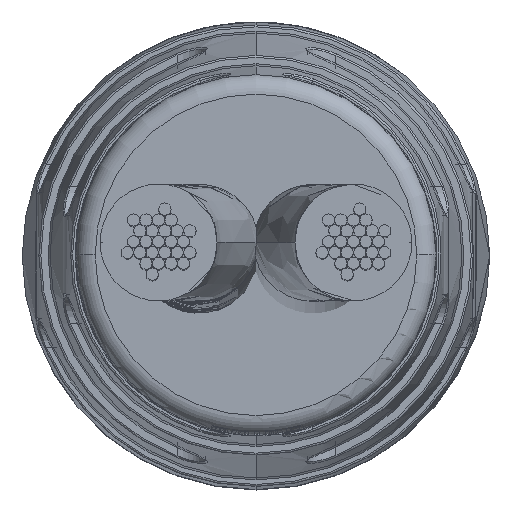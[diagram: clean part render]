
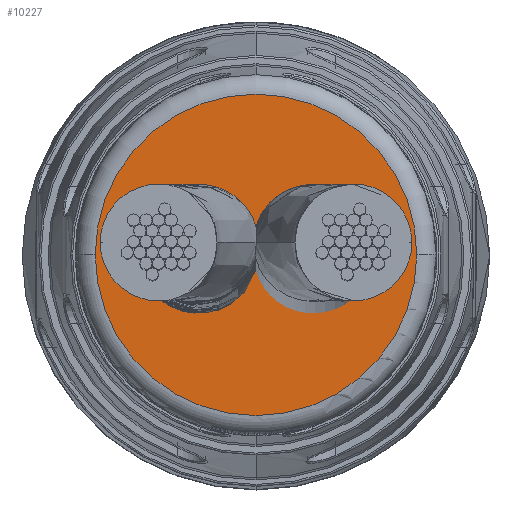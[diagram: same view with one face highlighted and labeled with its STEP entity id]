
A CAD part, top view. The second image highlights one B-rep face of the part: STEP entity #10227.
In plain terms, the highlighted face is planar.
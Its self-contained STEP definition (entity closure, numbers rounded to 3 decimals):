
#210 = AXIS2_PLACEMENT_3D ( 'NONE', #1675, #14869, #22806 ) ;
#1675 = CARTESIAN_POINT ( 'NONE',  ( 29.822, 0., 0. ) ) ;
#2311 = CIRCLE ( 'NONE', #22483, 3.301 ) ;
#3304 = EDGE_LOOP ( 'NONE', ( #5996, #20857 ) ) ;
#3904 = AXIS2_PLACEMENT_3D ( 'NONE', #16063, #23413, #19589 ) ;
#4840 = VERTEX_POINT ( 'NONE', #18248 ) ;
#5996 = ORIENTED_EDGE ( 'NONE', *, *, #11370, .T. ) ;
#8369 = CIRCLE ( 'NONE', #210, 3.301 ) ;
#10227 = ADVANCED_FACE ( 'NONE', ( #16393 ), #23731, .F. ) ;
#11370 = EDGE_CURVE ( 'NONE', #16924, #4840, #2311, .T. ) ;
#11512 = DIRECTION ( 'NONE',  ( 0., 0., 1. ) ) ;
#12298 = CARTESIAN_POINT ( 'NONE',  ( 29.822, 0., 3.301 ) ) ;
#14869 = DIRECTION ( 'NONE',  ( 1., 0., 0. ) ) ;
#16063 = CARTESIAN_POINT ( 'NONE',  ( 29.822, 3.7, 0. ) ) ;
#16393 = FACE_OUTER_BOUND ( 'NONE', #3304, .T. ) ;
#16924 = VERTEX_POINT ( 'NONE', #12298 ) ;
#17327 = CARTESIAN_POINT ( 'NONE',  ( 29.822, 0., 0. ) ) ;
#18248 = CARTESIAN_POINT ( 'NONE',  ( 29.822, 0., -3.301 ) ) ;
#19589 = DIRECTION ( 'NONE',  ( 0., 0., 1. ) ) ;
#20857 = ORIENTED_EDGE ( 'NONE', *, *, #23979, .T. ) ;
#21217 = DIRECTION ( 'NONE',  ( 1., 0., 0. ) ) ;
#22483 = AXIS2_PLACEMENT_3D ( 'NONE', #17327, #21217, #11512 ) ;
#22806 = DIRECTION ( 'NONE',  ( 0., 0., 1. ) ) ;
#23413 = DIRECTION ( 'NONE',  ( -1., 0., 0. ) ) ;
#23731 = PLANE ( 'NONE',  #3904 ) ;
#23979 = EDGE_CURVE ( 'NONE', #4840, #16924, #8369, .T. ) ;
